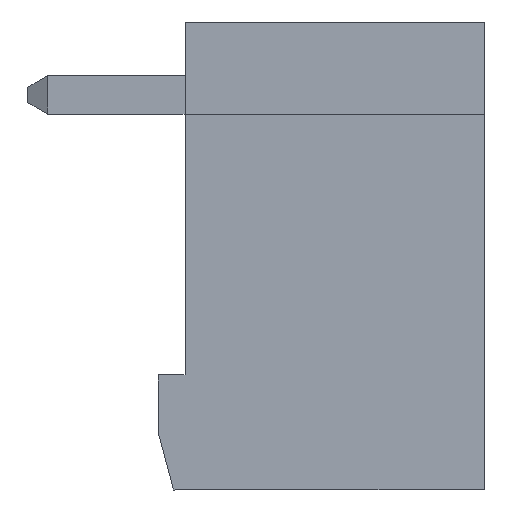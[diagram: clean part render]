
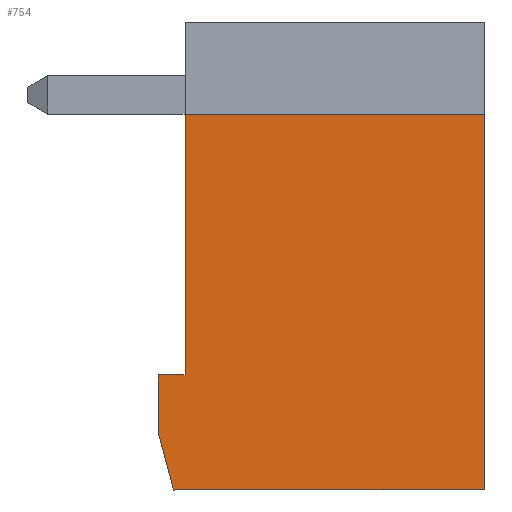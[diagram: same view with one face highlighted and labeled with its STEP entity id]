
A CAD part, front view. The second image highlights one B-rep face of the part: STEP entity #754.
In plain terms, the highlighted planar face has unit normal (0, -1, 0).
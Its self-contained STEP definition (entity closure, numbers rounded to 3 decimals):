
#754 = ADVANCED_FACE( '', ( #1616 ), #1617, .F. );
#1616 = FACE_OUTER_BOUND( '', #2570, .T. );
#1617 = PLANE( '', #2571 );
#2570 = EDGE_LOOP( '', ( #4730, #4731, #4732, #4733, #4734, #4735, #4736 ) );
#2571 = AXIS2_PLACEMENT_3D( '', #4737, #4738, #4739 );
#4730 = ORIENTED_EDGE( '', *, *, #6448, .F. );
#4731 = ORIENTED_EDGE( '', *, *, #6219, .F. );
#4732 = ORIENTED_EDGE( '', *, *, #6438, .F. );
#4733 = ORIENTED_EDGE( '', *, *, #5780, .F. );
#4734 = ORIENTED_EDGE( '', *, *, #6044, .F. );
#4735 = ORIENTED_EDGE( '', *, *, #6449, .F. );
#4736 = ORIENTED_EDGE( '', *, *, #6379, .F. );
#4737 = CARTESIAN_POINT( '', ( 309.301, 25.85, -9.8 ) );
#4738 = DIRECTION( '', ( 0., 1., 0. ) );
#4739 = DIRECTION( '', ( 1., 0., 0. ) );
#5780 = EDGE_CURVE( '', #6984, #6985, #6986, .T. );
#6044 = EDGE_CURVE( '', #7401, #6984, #7403, .T. );
#6219 = EDGE_CURVE( '', #7651, #7653, #7654, .T. );
#6379 = EDGE_CURVE( '', #7866, #7864, #7868, .T. );
#6438 = EDGE_CURVE( '', #6985, #7651, #7941, .T. );
#6448 = EDGE_CURVE( '', #7653, #7866, #7951, .T. );
#6449 = EDGE_CURVE( '', #7864, #7401, #7952, .T. );
#6984 = VERTEX_POINT( '', #8665 );
#6985 = VERTEX_POINT( '', #8666 );
#6986 = LINE( '', #8667, #8668 );
#7401 = VERTEX_POINT( '', #9284 );
#7403 = LINE( '', #9287, #9288 );
#7651 = VERTEX_POINT( '', #9666 );
#7653 = VERTEX_POINT( '', #9669 );
#7654 = LINE( '', #9670, #9671 );
#7864 = VERTEX_POINT( '', #9980 );
#7866 = VERTEX_POINT( '', #9983 );
#7868 = LINE( '', #9986, #9987 );
#7941 = LINE( '', #10097, #10098 );
#7951 = LINE( '', #10112, #10113 );
#7952 = LINE( '', #10114, #10115 );
#8665 = CARTESIAN_POINT( '', ( 310., 25.85, 0. ) );
#8666 = CARTESIAN_POINT( '', ( 317.801, 25.85, 0. ) );
#8667 = CARTESIAN_POINT( '', ( 317.801, 25.85, 0. ) );
#8668 = VECTOR( '', #10566, 1000. );
#9284 = CARTESIAN_POINT( '', ( 310., 25.85, -6.8 ) );
#9287 = CARTESIAN_POINT( '', ( 310., 25.85, 0. ) );
#9288 = VECTOR( '', #10793, 1000. );
#9666 = CARTESIAN_POINT( '', ( 317.801, 25.85, -9.8 ) );
#9669 = CARTESIAN_POINT( '', ( 309.701, 25.85, -9.8 ) );
#9670 = CARTESIAN_POINT( '', ( 316.303, 25.85, -9.8 ) );
#9671 = VECTOR( '', #10943, 1000. );
#9980 = CARTESIAN_POINT( '', ( 309.301, 25.85, -6.8 ) );
#9983 = CARTESIAN_POINT( '', ( 309.301, 25.85, -8.307 ) );
#9986 = CARTESIAN_POINT( '', ( 309.301, 25.85, -6.8 ) );
#9987 = VECTOR( '', #11072, 1000. );
#10097 = CARTESIAN_POINT( '', ( 317.801, 25.85, -9.8 ) );
#10098 = VECTOR( '', #11110, 1000. );
#10112 = CARTESIAN_POINT( '', ( 309.301, 25.85, -8.307 ) );
#10113 = VECTOR( '', #11115, 1000. );
#10114 = CARTESIAN_POINT( '', ( 309.901, 25.85, -6.8 ) );
#10115 = VECTOR( '', #11116, 1000. );
#10566 = DIRECTION( '', ( 1., 0., 0. ) );
#10793 = DIRECTION( '', ( 0., 0., 1. ) );
#10943 = DIRECTION( '', ( -1., 0., 0. ) );
#11072 = DIRECTION( '', ( 0., 0., 1. ) );
#11110 = DIRECTION( '', ( 0., 0., -1. ) );
#11115 = DIRECTION( '', ( -0.259, 0., 0.966 ) );
#11116 = DIRECTION( '', ( 1., 0., 0. ) );
